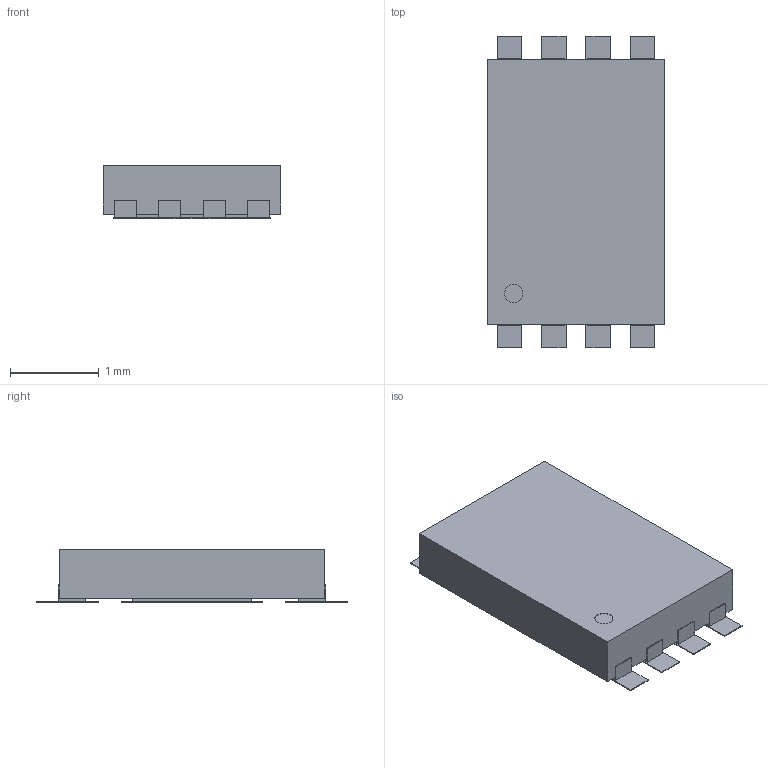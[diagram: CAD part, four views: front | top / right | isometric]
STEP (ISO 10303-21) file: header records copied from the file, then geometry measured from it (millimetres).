
FILE_DESCRIPTION (( 'STEP AP203' ), '1' );
FILE_NAME ('174-0159-000_2.step_Default_sldprt.STEP', '2020-11-13T20:11:59', ( '' ), ( '' ), 'SwSTEP 2.0', 'SolidWorks 2019', '' );
FILE_SCHEMA (( 'CONFIG_CONTROL_DESIGN' ));
Length unit declared in the file: inch
Products named in the file (1): 174-0159-000_2.step_Default_sldprt
Bounding box: 2 x 3.52 x 0.6 mm (x, y, z)
Volume: 3.4 mm3; surface area: 21.8 mm2
Topology: 1 solids, 1 shells, 107 faces, 282 edges, 188 vertices
Faces by surface type: plane 105, cylinder 2
Entity records: 3319 total; most frequent: CARTESIAN_POINT 578, ORIENTED_EDGE 564, DIRECTION 502, EDGE_CURVE 282, VECTOR 278, LINE 278, VERTEX_POINT 188, EDGE_LOOP 118
